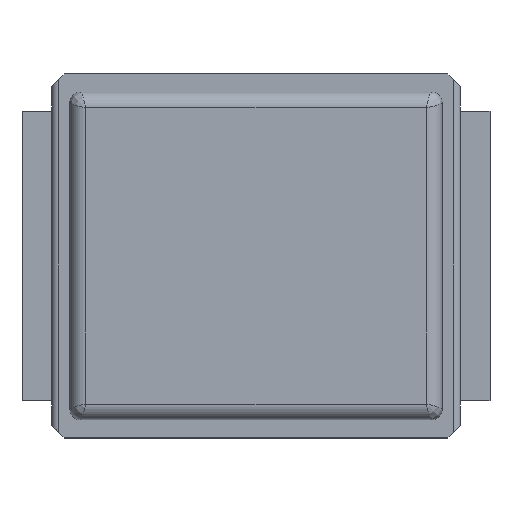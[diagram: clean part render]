
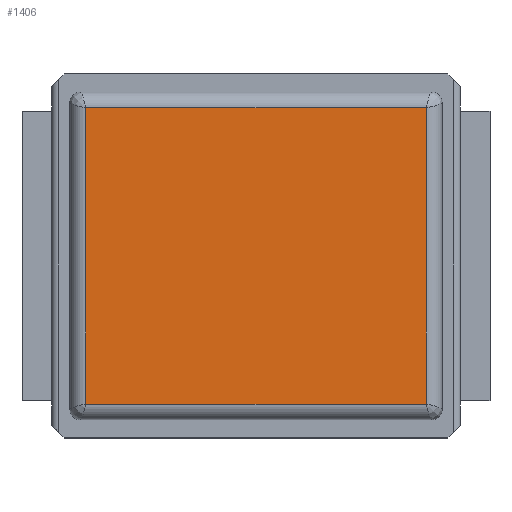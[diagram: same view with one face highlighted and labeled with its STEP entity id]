
A CAD part, top view. The second image highlights one B-rep face of the part: STEP entity #1406.
In plain terms, the highlighted planar face has unit normal (0, 0, 1).
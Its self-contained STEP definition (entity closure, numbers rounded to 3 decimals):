
#12=DIRECTION('',(0.,0.,1.));
#65=VECTOR('',#66,1.);
#66=DIRECTION('',(0.,1.,0.));
#80=DIRECTION('',(1.,0.,0.));
#119=VECTOR('',#80,1.);
#648=VECTOR('',#649,1.);
#649=DIRECTION('',(-0.,-1.,-0.));
#743=VECTOR('',#744,1.);
#744=DIRECTION('',(-1.,-0.,-0.));
#931=VERTEX_POINT('',#932);
#932=CARTESIAN_POINT('',(-2.294,1.994,0.65));
#990=VERTEX_POINT('',#991);
#991=CARTESIAN_POINT('',(-2.294,-1.994,0.65));
#998=EDGE_CURVE('',#931,#990,#999,.T.);
#999=LINE('',#1000,#648);
#1000=CARTESIAN_POINT('',(-2.294,2.068,0.65));
#1062=VERTEX_POINT('',#1063);
#1063=CARTESIAN_POINT('',(2.294,-1.994,0.65));
#1070=EDGE_CURVE('',#990,#1062,#1071,.T.);
#1071=LINE('',#1072,#119);
#1072=CARTESIAN_POINT('',(-2.368,-1.994,0.65));
#1132=VERTEX_POINT('',#1133);
#1133=CARTESIAN_POINT('',(2.294,1.994,0.65));
#1140=EDGE_CURVE('',#1062,#1132,#1141,.T.);
#1141=LINE('',#1142,#65);
#1142=CARTESIAN_POINT('',(2.294,-2.068,0.65));
#1200=EDGE_CURVE('',#1132,#931,#1201,.T.);
#1201=LINE('',#1202,#743);
#1202=CARTESIAN_POINT('',(2.368,1.994,0.65));
#1406=ADVANCED_FACE('',(#1407),#1413,.T.);
#1407=FACE_BOUND('',#1408,.T.);
#1408=EDGE_LOOP('',(#1409,#1410,#1411,#1412));
#1409=ORIENTED_EDGE('',*,*,#1070,.T.);
#1410=ORIENTED_EDGE('',*,*,#1140,.T.);
#1411=ORIENTED_EDGE('',*,*,#1200,.T.);
#1412=ORIENTED_EDGE('',*,*,#998,.T.);
#1413=PLANE('',#1414);
#1414=AXIS2_PLACEMENT_3D('',#1415,#12,#80);
#1415=CARTESIAN_POINT('',(-2.505,-2.205,0.65));
